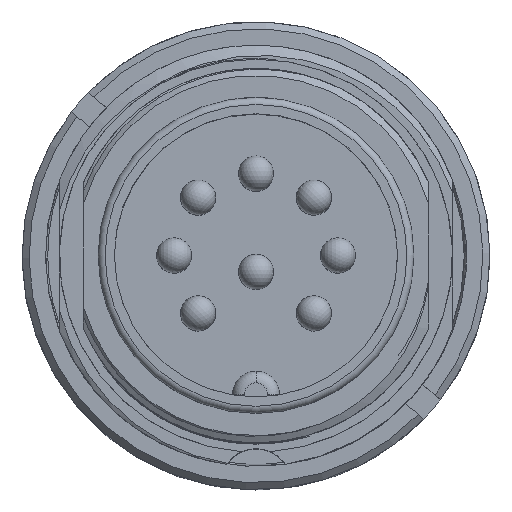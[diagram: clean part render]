
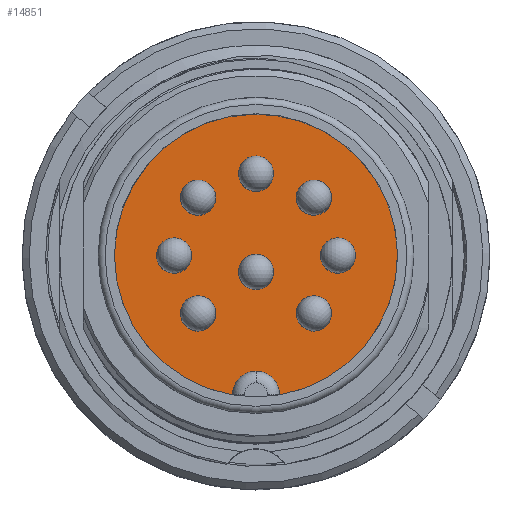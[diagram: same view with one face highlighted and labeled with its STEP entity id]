
A CAD part, top view. The second image highlights one B-rep face of the part: STEP entity #14851.
In plain terms, the highlighted planar face has unit normal (0, 0, 1).
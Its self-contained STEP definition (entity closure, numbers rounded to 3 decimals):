
#144 = ORIENTED_EDGE ( 'NONE', *, *, #17715, .F. ) ;
#161 = ORIENTED_EDGE ( 'NONE', *, *, #17350, .F. ) ;
#475 = PLANE ( 'NONE',  #15314 ) ;
#879 = ORIENTED_EDGE ( 'NONE', *, *, #1622, .T. ) ;
#990 = DIRECTION ( 'NONE',  ( 0., 0., 1. ) ) ;
#1171 = EDGE_LOOP ( 'NONE', ( #11796 ) ) ;
#1208 = VERTEX_POINT ( 'NONE', #19622 ) ;
#1226 = AXIS2_PLACEMENT_3D ( 'NONE', #1264, #18360, #3000 ) ;
#1264 = CARTESIAN_POINT ( 'NONE',  ( 0., 3.5, 8. ) ) ;
#1622 = EDGE_CURVE ( 'NONE', #9310, #16124, #7171, .T. ) ;
#1699 = FACE_BOUND ( 'NONE', #18272, .T. ) ;
#1741 = EDGE_CURVE ( 'NONE', #13006, #1208, #6573, .T. ) ;
#1980 = AXIS2_PLACEMENT_3D ( 'NONE', #22867, #13572, #9814 ) ;
#2215 = CARTESIAN_POINT ( 'NONE',  ( 4.25, 0., 8. ) ) ;
#2232 = AXIS2_PLACEMENT_3D ( 'NONE', #4943, #16054, #23937 ) ;
#2246 = CIRCLE ( 'NONE', #19178, 0.75 ) ;
#2247 = DIRECTION ( 'NONE',  ( 1., 0., 0. ) ) ;
#2383 = CARTESIAN_POINT ( 'NONE',  ( 3.225, -2.475, 8. ) ) ;
#2461 = CARTESIAN_POINT ( 'NONE',  ( 3.225, 2.475, 8. ) ) ;
#2471 = EDGE_LOOP ( 'NONE', ( #14292 ) ) ;
#2551 = VECTOR ( 'NONE', #19623, 1000. ) ;
#2881 = FACE_BOUND ( 'NONE', #11884, .T. ) ;
#3000 = DIRECTION ( 'NONE',  ( 1., 0., 0. ) ) ;
#3319 = VECTOR ( 'NONE', #6941, 1000. ) ;
#3798 = ORIENTED_EDGE ( 'NONE', *, *, #20699, .T. ) ;
#4019 = LINE ( 'NONE', #21691, #2551 ) ;
#4349 = FACE_BOUND ( 'NONE', #16666, .T. ) ;
#4371 = CARTESIAN_POINT ( 'NONE',  ( -1.725, 2.475, 8. ) ) ;
#4385 = CARTESIAN_POINT ( 'NONE',  ( 0., -5.45, 8. ) ) ;
#4664 = FACE_BOUND ( 'NONE', #13637, .T. ) ;
#4920 = EDGE_CURVE ( 'NONE', #16761, #16761, #6237, .T. ) ;
#4943 = CARTESIAN_POINT ( 'NONE',  ( 2.475, 2.475, 8. ) ) ;
#4961 = CARTESIAN_POINT ( 'NONE',  ( -0.5, 0., 8. ) ) ;
#5134 = CARTESIAN_POINT ( 'NONE',  ( 2.475, -2.475, 8. ) ) ;
#5292 = DIRECTION ( 'NONE',  ( 0., 0., -1. ) ) ;
#5872 = AXIS2_PLACEMENT_3D ( 'NONE', #17836, #16077, #23726 ) ;
#5984 = EDGE_CURVE ( 'NONE', #16124, #13006, #10390, .T. ) ;
#6237 = CIRCLE ( 'NONE', #18385, 0.75 ) ;
#6573 = CIRCLE ( 'NONE', #18354, 0.5 ) ;
#6926 = VERTEX_POINT ( 'NONE', #8254 ) ;
#6941 = DIRECTION ( 'NONE',  ( 0., 1., 0. ) ) ;
#7171 = LINE ( 'NONE', #4961, #3319 ) ;
#7789 = VERTEX_POINT ( 'NONE', #21461 ) ;
#7848 = AXIS2_PLACEMENT_3D ( 'NONE', #5134, #10734, #8853 ) ;
#7868 = CARTESIAN_POINT ( 'NONE',  ( -3.5, 0., 8. ) ) ;
#7923 = CARTESIAN_POINT ( 'NONE',  ( -2.75, 0., 8. ) ) ;
#8105 = VERTEX_POINT ( 'NONE', #4371 ) ;
#8244 = CARTESIAN_POINT ( 'NONE',  ( 0., 0., 8. ) ) ;
#8254 = CARTESIAN_POINT ( 'NONE',  ( -1.725, -2.475, 8. ) ) ;
#8257 = DIRECTION ( 'NONE',  ( 1., 0., 0. ) ) ;
#8468 = EDGE_CURVE ( 'NONE', #16734, #16734, #19021, .T. ) ;
#8481 = CIRCLE ( 'NONE', #7848, 0.75 ) ;
#8504 = FACE_BOUND ( 'NONE', #1171, .T. ) ;
#8584 = VERTEX_POINT ( 'NONE', #17455 ) ;
#8853 = DIRECTION ( 'NONE',  ( 1., 0., 0. ) ) ;
#9063 = ORIENTED_EDGE ( 'NONE', *, *, #12757, .T. ) ;
#9310 = VERTEX_POINT ( 'NONE', #10914 ) ;
#9757 = DIRECTION ( 'NONE',  ( 0., 0., 1. ) ) ;
#9814 = DIRECTION ( 'NONE',  ( 1., 0., 0. ) ) ;
#10336 = DIRECTION ( 'NONE',  ( 0., 0., 1. ) ) ;
#10390 = CIRCLE ( 'NONE', #5872, 0.5 ) ;
#10489 = DIRECTION ( 'NONE',  ( 1., 0., 0. ) ) ;
#10619 = EDGE_LOOP ( 'NONE', ( #14769 ) ) ;
#10734 = DIRECTION ( 'NONE',  ( 0., 0., 1. ) ) ;
#10740 = VERTEX_POINT ( 'NONE', #23461 ) ;
#10914 = CARTESIAN_POINT ( 'NONE',  ( -0.5, -6.029, 8. ) ) ;
#11102 = ORIENTED_EDGE ( 'NONE', *, *, #5984, .T. ) ;
#11660 = DIRECTION ( 'NONE',  ( 1., 0., 0. ) ) ;
#11796 = ORIENTED_EDGE ( 'NONE', *, *, #21029, .F. ) ;
#11884 = EDGE_LOOP ( 'NONE', ( #18922 ) ) ;
#12341 = CIRCLE ( 'NONE', #1980, 0.75 ) ;
#12649 = CARTESIAN_POINT ( 'NONE',  ( 0., -5.95, 8. ) ) ;
#12757 = EDGE_CURVE ( 'NONE', #8584, #9310, #15965, .T. ) ;
#13006 = VERTEX_POINT ( 'NONE', #4385 ) ;
#13078 = AXIS2_PLACEMENT_3D ( 'NONE', #19640, #15894, #8257 ) ;
#13551 = FACE_OUTER_BOUND ( 'NONE', #17154, .T. ) ;
#13572 = DIRECTION ( 'NONE',  ( 0., 0., 1. ) ) ;
#13637 = EDGE_LOOP ( 'NONE', ( #144 ) ) ;
#13673 = CARTESIAN_POINT ( 'NONE',  ( 3.5, 0., 8. ) ) ;
#13971 = CARTESIAN_POINT ( 'NONE',  ( -2.475, 2.475, 8. ) ) ;
#14292 = ORIENTED_EDGE ( 'NONE', *, *, #17541, .F. ) ;
#14769 = ORIENTED_EDGE ( 'NONE', *, *, #20709, .F. ) ;
#14851 = ADVANCED_FACE ( 'NONE', ( #4664, #23945, #23669, #2881, #1699, #20698, #4349, #8504, #13551 ), #475, .T. ) ;
#15314 = AXIS2_PLACEMENT_3D ( 'NONE', #8244, #23111, #17556 ) ;
#15894 = DIRECTION ( 'NONE',  ( 0., 0., 1. ) ) ;
#15965 = CIRCLE ( 'NONE', #20226, 6.05 ) ;
#16054 = DIRECTION ( 'NONE',  ( 0., 0., 1. ) ) ;
#16077 = DIRECTION ( 'NONE',  ( 0., 0., -1. ) ) ;
#16124 = VERTEX_POINT ( 'NONE', #23858 ) ;
#16431 = VERTEX_POINT ( 'NONE', #7923 ) ;
#16666 = EDGE_LOOP ( 'NONE', ( #18220 ) ) ;
#16734 = VERTEX_POINT ( 'NONE', #2461 ) ;
#16761 = VERTEX_POINT ( 'NONE', #2215 ) ;
#17154 = EDGE_LOOP ( 'NONE', ( #9063, #879, #11102, #23709, #3798 ) ) ;
#17350 = EDGE_CURVE ( 'NONE', #6926, #6926, #12341, .T. ) ;
#17455 = CARTESIAN_POINT ( 'NONE',  ( 0.5, -6.029, 8. ) ) ;
#17541 = EDGE_CURVE ( 'NONE', #10740, #10740, #20701, .T. ) ;
#17556 = DIRECTION ( 'NONE',  ( 1., 0., 0. ) ) ;
#17715 = EDGE_CURVE ( 'NONE', #16431, #16431, #18920, .T. ) ;
#17836 = CARTESIAN_POINT ( 'NONE',  ( 0., -5.95, 8. ) ) ;
#18220 = ORIENTED_EDGE ( 'NONE', *, *, #4920, .F. ) ;
#18272 = EDGE_LOOP ( 'NONE', ( #161 ) ) ;
#18300 = CIRCLE ( 'NONE', #1226, 0.75 ) ;
#18354 = AXIS2_PLACEMENT_3D ( 'NONE', #12649, #5292, #20310 ) ;
#18360 = DIRECTION ( 'NONE',  ( 0., 0., 1. ) ) ;
#18385 = AXIS2_PLACEMENT_3D ( 'NONE', #13673, #10336, #11660 ) ;
#18518 = VERTEX_POINT ( 'NONE', #2383 ) ;
#18752 = EDGE_CURVE ( 'NONE', #18518, #18518, #8481, .T. ) ;
#18920 = CIRCLE ( 'NONE', #23609, 0.75 ) ;
#18922 = ORIENTED_EDGE ( 'NONE', *, *, #8468, .F. ) ;
#19021 = CIRCLE ( 'NONE', #2232, 0.75 ) ;
#19178 = AXIS2_PLACEMENT_3D ( 'NONE', #13971, #21610, #23275 ) ;
#19622 = CARTESIAN_POINT ( 'NONE',  ( 0.5, -5.95, 8. ) ) ;
#19623 = DIRECTION ( 'NONE',  ( 0., -1., 0. ) ) ;
#19640 = CARTESIAN_POINT ( 'NONE',  ( 0., -0.7, 8. ) ) ;
#20226 = AXIS2_PLACEMENT_3D ( 'NONE', #20230, #990, #10489 ) ;
#20230 = CARTESIAN_POINT ( 'NONE',  ( 0., 0., 8. ) ) ;
#20310 = DIRECTION ( 'NONE',  ( 1., 0., 0. ) ) ;
#20698 = FACE_BOUND ( 'NONE', #10619, .T. ) ;
#20699 = EDGE_CURVE ( 'NONE', #1208, #8584, #4019, .T. ) ;
#20701 = CIRCLE ( 'NONE', #13078, 0.75 ) ;
#20709 = EDGE_CURVE ( 'NONE', #8105, #8105, #2246, .T. ) ;
#21029 = EDGE_CURVE ( 'NONE', #7789, #7789, #18300, .T. ) ;
#21461 = CARTESIAN_POINT ( 'NONE',  ( 0.75, 3.5, 8. ) ) ;
#21610 = DIRECTION ( 'NONE',  ( 0., 0., 1. ) ) ;
#21691 = CARTESIAN_POINT ( 'NONE',  ( 0.5, 0., 8. ) ) ;
#22867 = CARTESIAN_POINT ( 'NONE',  ( -2.475, -2.475, 8. ) ) ;
#23111 = DIRECTION ( 'NONE',  ( 0., 0., 1. ) ) ;
#23271 = ORIENTED_EDGE ( 'NONE', *, *, #18752, .F. ) ;
#23275 = DIRECTION ( 'NONE',  ( 1., 0., 0. ) ) ;
#23461 = CARTESIAN_POINT ( 'NONE',  ( 0.75, -0.7, 8. ) ) ;
#23609 = AXIS2_PLACEMENT_3D ( 'NONE', #7868, #9757, #2247 ) ;
#23669 = FACE_BOUND ( 'NONE', #2471, .T. ) ;
#23685 = EDGE_LOOP ( 'NONE', ( #23271 ) ) ;
#23709 = ORIENTED_EDGE ( 'NONE', *, *, #1741, .T. ) ;
#23726 = DIRECTION ( 'NONE',  ( 1., 0., 0. ) ) ;
#23858 = CARTESIAN_POINT ( 'NONE',  ( -0.5, -5.95, 8. ) ) ;
#23937 = DIRECTION ( 'NONE',  ( 1., 0., 0. ) ) ;
#23945 = FACE_BOUND ( 'NONE', #23685, .T. ) ;
